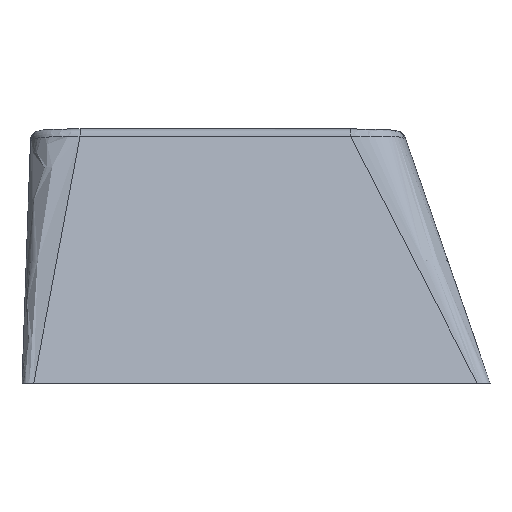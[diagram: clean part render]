
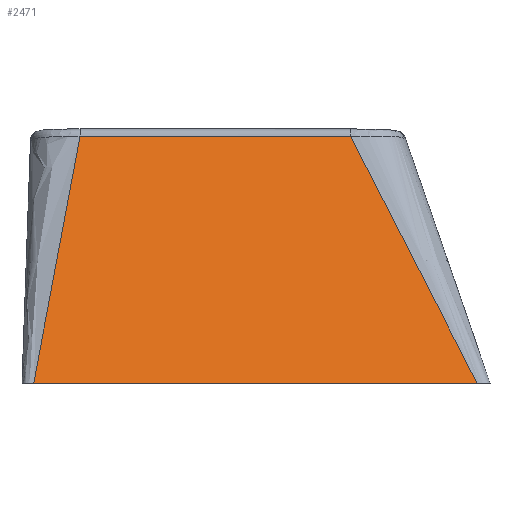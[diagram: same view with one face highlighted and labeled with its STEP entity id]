
A CAD part, left-side view. The second image highlights one B-rep face of the part: STEP entity #2471.
In plain terms, the highlighted planar face has unit normal (-0.956, 0, 0.294).
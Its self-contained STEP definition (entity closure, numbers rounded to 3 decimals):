
#147=FACE_OUTER_BOUND('',#291,.T.);
#291=EDGE_LOOP('',(#1831,#1832,#1833,#1834));
#513=LINE('',#3841,#816);
#544=LINE('',#3961,#847);
#545=LINE('',#3963,#848);
#546=LINE('',#3964,#849);
#816=VECTOR('',#2996,10.);
#847=VECTOR('',#3039,10.);
#848=VECTOR('',#3040,10.);
#849=VECTOR('',#3041,10.);
#1098=VERTEX_POINT('',#3787);
#1099=VERTEX_POINT('',#3840);
#1124=VERTEX_POINT('',#3960);
#1125=VERTEX_POINT('',#3962);
#1362=EDGE_CURVE('',#1098,#1099,#513,.T.);
#1395=EDGE_CURVE('',#1124,#1099,#544,.F.);
#1396=EDGE_CURVE('',#1098,#1125,#545,.T.);
#1397=EDGE_CURVE('',#1125,#1124,#546,.F.);
#1831=ORIENTED_EDGE('',*,*,#1395,.T.);
#1832=ORIENTED_EDGE('',*,*,#1362,.F.);
#1833=ORIENTED_EDGE('',*,*,#1396,.T.);
#1834=ORIENTED_EDGE('',*,*,#1397,.T.);
#2348=PLANE('',#2641);
#2471=ADVANCED_FACE('',(#147),#2348,.F.);
#2641=AXIS2_PLACEMENT_3D('',#3959,#3037,#3038);
#2996=DIRECTION('',(0.,1.,0.));
#3037=DIRECTION('center_axis',(0.956,0.,-0.294));
#3038=DIRECTION('ref_axis',(-0.294,0.,-0.956));
#3039=DIRECTION('',(0.289,-0.177,0.941));
#3040=DIRECTION('',(0.264,0.441,0.858));
#3041=DIRECTION('',(0.,-1.,0.));
#3787=CARTESIAN_POINT('',(-77.525,115.413,0.));
#3840=CARTESIAN_POINT('',(-77.525,132.564,0.));
#3841=CARTESIAN_POINT('',(-77.525,115.413,0.));
#3959=CARTESIAN_POINT('Origin',(-76.013,116.62,4.925));
#3960=CARTESIAN_POINT('',(-74.599,130.772,9.529));
#3961=CARTESIAN_POINT('',(-77.525,132.564,0.));
#3962=CARTESIAN_POINT('',(-74.599,120.31,9.529));
#3963=CARTESIAN_POINT('',(-77.525,115.413,0.));
#3964=CARTESIAN_POINT('',(-74.599,130.772,9.529));
